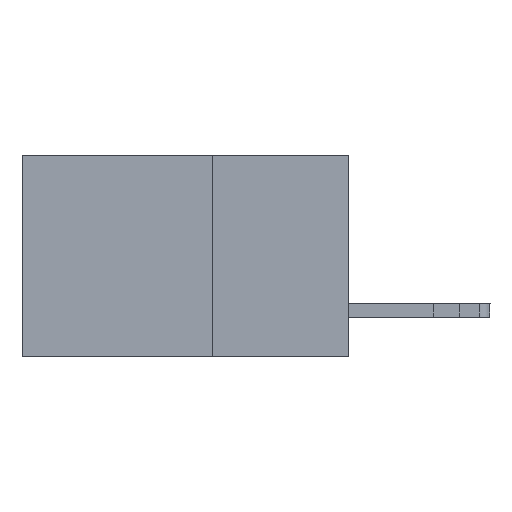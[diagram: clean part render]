
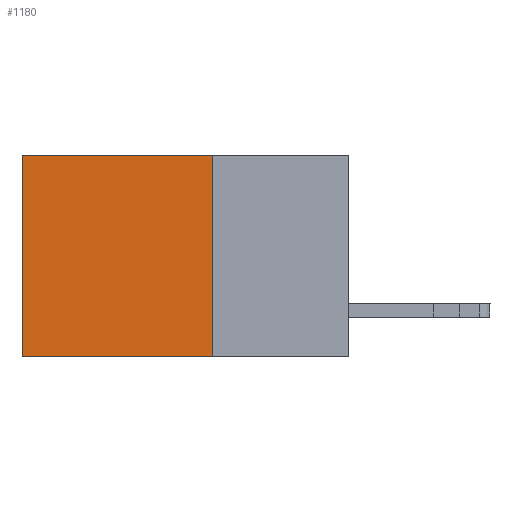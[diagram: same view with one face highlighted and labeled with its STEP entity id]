
A CAD part, left-side view. The second image highlights one B-rep face of the part: STEP entity #1180.
In plain terms, the highlighted planar face has unit normal (-1, 0, 0).
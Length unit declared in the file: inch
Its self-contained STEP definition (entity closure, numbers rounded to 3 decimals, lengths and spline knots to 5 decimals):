
#314 = PLANE ( 'NONE',  #4839 ) ;
#681 = VECTOR ( 'NONE', #9418, 39.37008 ) ;
#1180 = ADVANCED_FACE ( 'NONE', ( #5262 ), #314, .F. ) ;
#1515 = DIRECTION ( 'NONE',  ( 0., 1., 0. ) ) ;
#1849 = VERTEX_POINT ( 'NONE', #10310 ) ;
#2251 = DIRECTION ( 'NONE',  ( 1., 0., 0. ) ) ;
#2335 = LINE ( 'NONE', #4158, #6174 ) ;
#2519 = ORIENTED_EDGE ( 'NONE', *, *, #12020, .T. ) ;
#3450 = ORIENTED_EDGE ( 'NONE', *, *, #4126, .T. ) ;
#3512 = CARTESIAN_POINT ( 'NONE',  ( 0.2615, 0.25, -0.37 ) ) ;
#3766 = EDGE_LOOP ( 'NONE', ( #2519, #8120, #10964, #3450 ) ) ;
#4126 = EDGE_CURVE ( 'NONE', #1849, #5988, #11873, .T. ) ;
#4158 = CARTESIAN_POINT ( 'NONE',  ( 0.2615, 0.25, -0.37 ) ) ;
#4180 = VECTOR ( 'NONE', #7945, 39.37008 ) ;
#4182 = EDGE_CURVE ( 'NONE', #1849, #11250, #4647, .T. ) ;
#4496 = VECTOR ( 'NONE', #7138, 39.37008 ) ;
#4647 = LINE ( 'NONE', #3512, #681 ) ;
#4839 = AXIS2_PLACEMENT_3D ( 'NONE', #6422, #2251, #10210 ) ;
#5262 = FACE_OUTER_BOUND ( 'NONE', #3766, .T. ) ;
#5445 = CARTESIAN_POINT ( 'NONE',  ( 0.2615, 0.6, 0. ) ) ;
#5988 = VERTEX_POINT ( 'NONE', #5445 ) ;
#6174 = VECTOR ( 'NONE', #1515, 39.37008 ) ;
#6325 = VERTEX_POINT ( 'NONE', #8105 ) ;
#6422 = CARTESIAN_POINT ( 'NONE',  ( 0.2615, 0.25, -0.37 ) ) ;
#7138 = DIRECTION ( 'NONE',  ( 0., 1., 0. ) ) ;
#7945 = DIRECTION ( 'NONE',  ( 0., 0., -1. ) ) ;
#8035 = CARTESIAN_POINT ( 'NONE',  ( 0.2615, 0.25, -0.37 ) ) ;
#8105 = CARTESIAN_POINT ( 'NONE',  ( 0.2615, 0.6, -0.37 ) ) ;
#8120 = ORIENTED_EDGE ( 'NONE', *, *, #10184, .F. ) ;
#9006 = LINE ( 'NONE', #11877, #4180 ) ;
#9418 = DIRECTION ( 'NONE',  ( 0., 0., -1. ) ) ;
#10184 = EDGE_CURVE ( 'NONE', #11250, #6325, #2335, .T. ) ;
#10210 = DIRECTION ( 'NONE',  ( 0., 0., -1. ) ) ;
#10310 = CARTESIAN_POINT ( 'NONE',  ( 0.2615, 0.25, 0. ) ) ;
#10938 = CARTESIAN_POINT ( 'NONE',  ( 0.2615, 0.25, 0. ) ) ;
#10964 = ORIENTED_EDGE ( 'NONE', *, *, #4182, .F. ) ;
#11250 = VERTEX_POINT ( 'NONE', #8035 ) ;
#11873 = LINE ( 'NONE', #10938, #4496 ) ;
#11877 = CARTESIAN_POINT ( 'NONE',  ( 0.2615, 0.6, -0.37 ) ) ;
#12020 = EDGE_CURVE ( 'NONE', #5988, #6325, #9006, .T. ) ;
